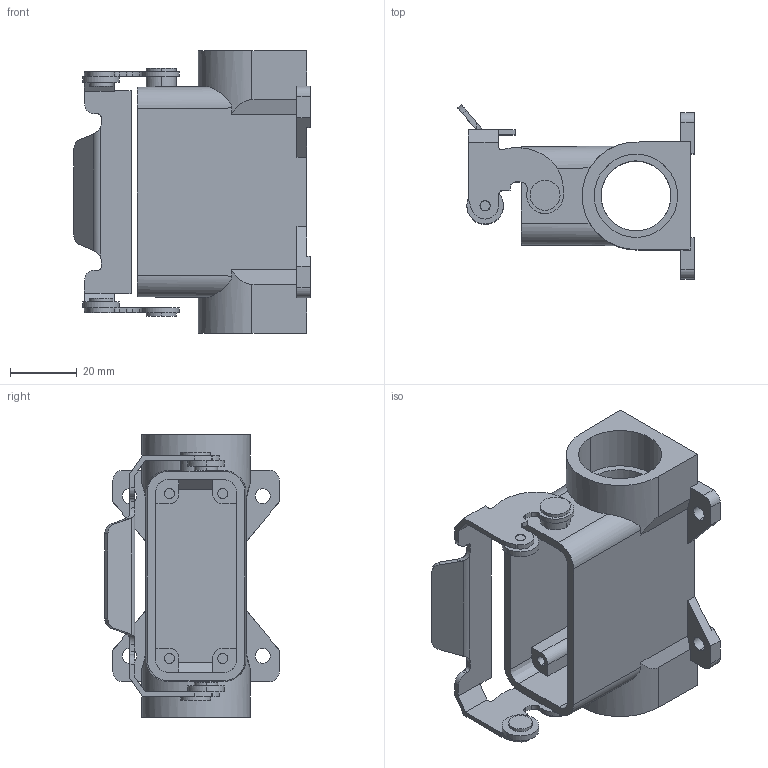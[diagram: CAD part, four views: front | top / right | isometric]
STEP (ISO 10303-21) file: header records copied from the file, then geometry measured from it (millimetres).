
FILE_DESCRIPTION(('Creo Elements/Direct Modeling STEP Export'),'2;1');
FILE_NAME('0ln7uvk4a3n4o4u2784','2017-04-07T14:19:01',(''),(''),'PTC Creo Elements/Direct Modeling STEP processor for AP214 (Solid Model)','PTC Creo Elements/Direct Modeling 19.0E 27-Jun-2016 (C) Parametric Technology GmbH','');
FILE_SCHEMA(('AUTOMOTIVE_DESIGN { 1 0 10303 214 1 1 1 1 }'));
Length unit declared in the file: millimetre
Products named in the file (2): MZ7P_15_L225
Assembly tree (1 placements, depth 2):
  MZ7P_15_L225
    MZ7P_15_L225
Bounding box: 71.03 x 52.45 x 85 mm (x, y, z)
Volume: 47830.7 mm3; surface area: 31231.5 mm2
Topology: 1 solids, 3 shells, 247 faces, 701 edges, 483 vertices
Faces by surface type: plane 137, cylinder 106, extrusion 4
Entity records: 11335 total; most frequent: CARTESIAN_POINT 2999, ORIENTED_EDGE 1402, DIRECTION 1228, EDGE_CURVE 701, VERTEX_POINT 483, VECTOR 428, LINE 424, AXIS2_PLACEMENT_3D 400
